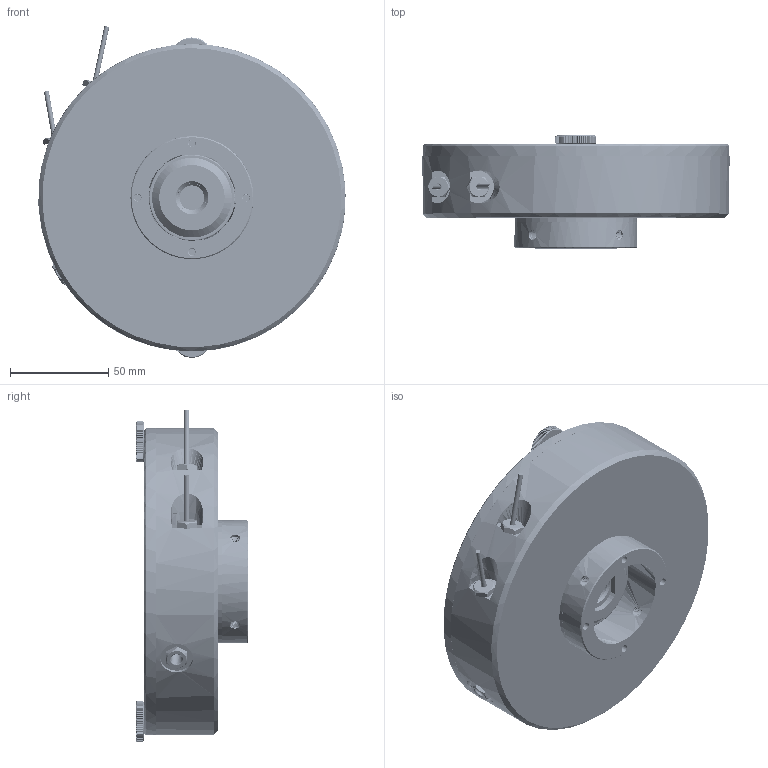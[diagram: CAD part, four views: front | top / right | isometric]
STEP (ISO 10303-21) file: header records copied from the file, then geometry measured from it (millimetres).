
FILE_DESCRIPTION(('FreeCAD Model'),'2;1');
FILE_NAME('Open CASCADE Shape Model','2025-05-09T18:24:48',('FreeCAD'),( 'FreeCAD'),'Open CASCADE STEP processor 7.6','FreeCAD','Unknown');
FILE_SCHEMA(('AUTOMOTIVE_DESIGN { 1 0 10303 214 1 1 1 1 }'));
Products named in the file (1): Open CASCADE STEP translator 7.6 1
Bounding box: 156.18 x 57.3 x 168.84 mm (x, y, z)
Volume: 538223.1 mm3; surface area: 178072.5 mm2
Topology: 28 solids, 28 shells, 2024 faces, 5743 edges, 3803 vertices
Faces by surface type: bspline 2024
Entity records: 121331 total; most frequent: CARTESIAN_POINT 90404, ORIENTED_EDGE 11474, EDGE_CURVE 5737, VERTEX_POINT 3803, B_SPLINE_CURVE_WITH_KNOTS 2616, FACE_BOUND 2118, EDGE_LOOP 2118, ADVANCED_FACE 2024
